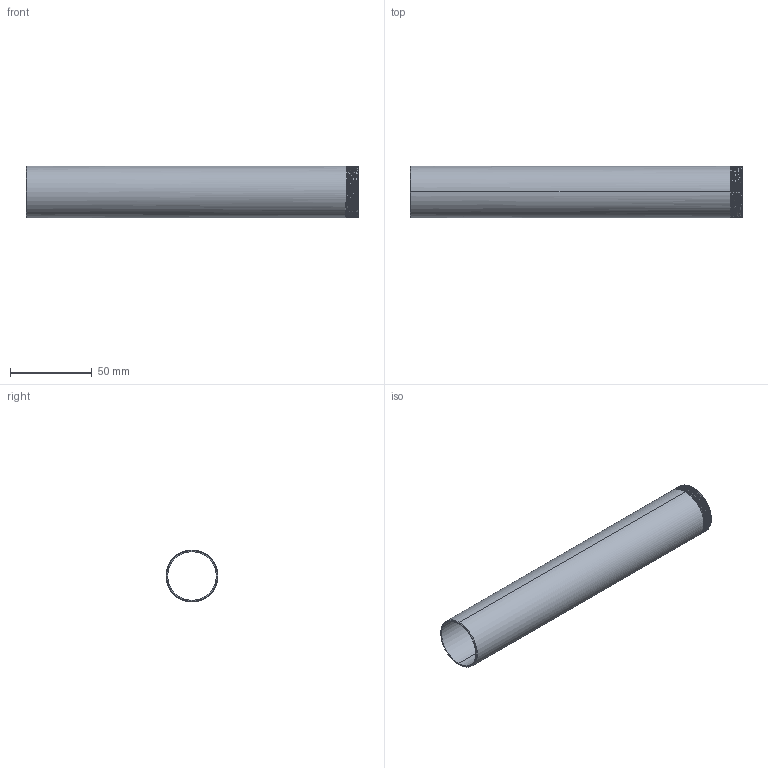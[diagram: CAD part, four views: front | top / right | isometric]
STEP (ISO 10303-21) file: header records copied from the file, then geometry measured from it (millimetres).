
FILE_DESCRIPTION((''),'2;1');
FILE_NAME('327_ASM','2021-06-11T17:46:36',('NSantos'),(''),'CREO PARAMETRIC BY PTC INC, 2018500','CREO PARAMETRIC BY PTC INC, 2018500','');
FILE_SCHEMA(('CONFIG_CONTROL_DESIGN'));
Length unit declared in the file: inch
Products named in the file (2): 50843; 327_ASM
Assembly tree (1 placements, depth 2):
  327_ASM
    50843
Bounding box: 203.2 x 31.75 x 31.75 mm (x, y, z)
Volume: 20225.1 mm3; surface area: 59445.2 mm2
Topology: 1 solids, 2 shells, 47 faces, 141 edges, 96 vertices
Faces by surface type: cylinder 32, bspline 9, plane 3, cone 3
Entity records: 4262 total; most frequent: CARTESIAN_POINT 3107, ORIENTED_EDGE 242, DIRECTION 165, EDGE_CURVE 141, VERTEX_POINT 96, B_SPLINE_CURVE_WITH_KNOTS 79, AXIS2_PLACEMENT_3D 60, EDGE_LOOP 49
